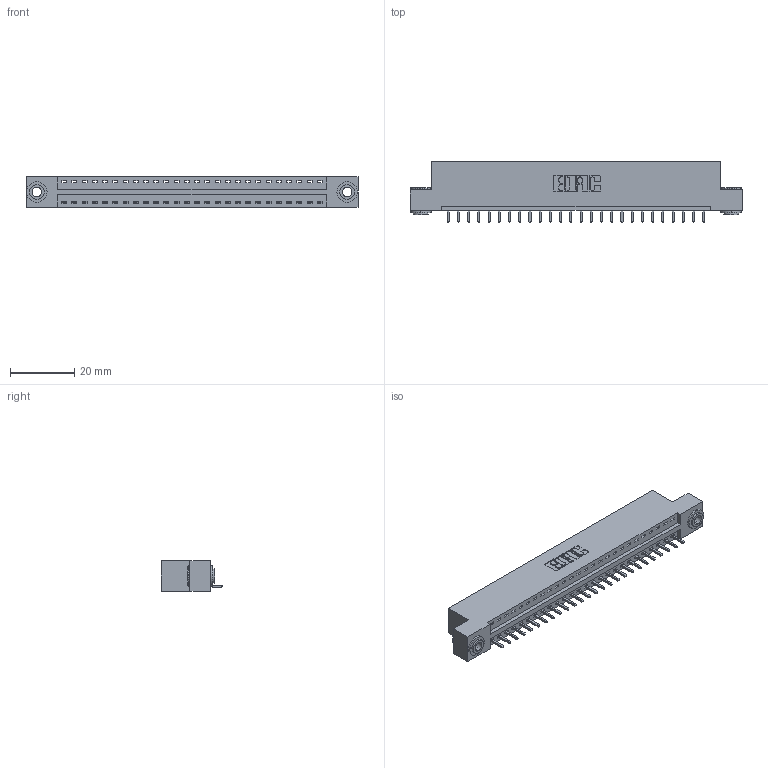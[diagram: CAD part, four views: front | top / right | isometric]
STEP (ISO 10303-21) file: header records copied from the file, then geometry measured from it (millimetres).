
FILE_DESCRIPTION (( 'STEP AP203' ), '1' );
FILE_NAME ('346-026-521-103.STEP', '2022-05-06T02:13:21', ( '' ), ( '' ), 'SwSTEP 2.0', 'SolidWorks 2020', '' );
FILE_SCHEMA (( 'CONFIG_CONTROL_DESIGN' ));
Length unit declared in the file: inch
Products named in the file (4): 346-026-521-103; 345-292-001_345-293-121; 346 Part_Flush Mounting Lugs - 0.156 Dia-TH; 345-250-002_345-250-002-102
Assembly tree (29 placements, depth 2):
  346-026-521-103
    346 Part_Flush Mounting Lugs - 0.156 Dia-TH
    345-292-001_345-293-121  x26
    345-250-002_345-250-002-102  x2
Bounding box: 103.12 x 19.05 x 9.4 mm (x, y, z)
Volume: 9688.3 mm3; surface area: 11893.7 mm2
Topology: 29 solids, 29 shells, 1682 faces, 5017 edges, 3306 vertices
Faces by surface type: plane 1140, cylinder 534, cone 8
Entity records: 19374 total; most frequent: CARTESIAN_POINT 3307, ORIENTED_EDGE 3258, DIRECTION 2967, EDGE_CURVE 1629, VECTOR 1369, LINE 1369, VERTEX_POINT 1082, AXIS2_PLACEMENT_3D 799
